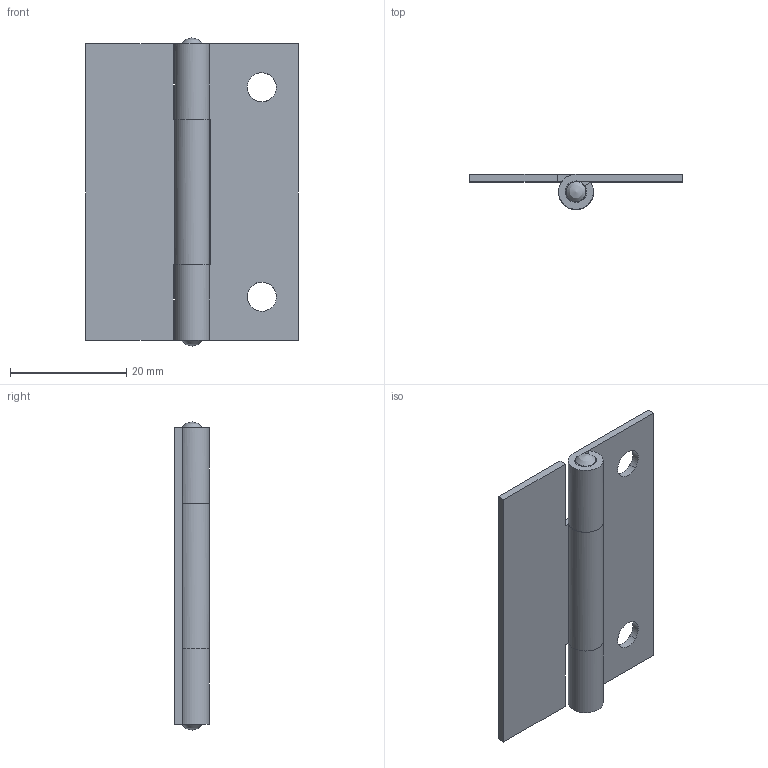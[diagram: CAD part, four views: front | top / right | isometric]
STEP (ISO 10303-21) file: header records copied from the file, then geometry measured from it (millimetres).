
FILE_DESCRIPTION((''),'2;1');
FILE_NAME('','2009-03-18T09:57:07',(''),(''),'','CADfix','');
FILE_SCHEMA(('AUTOMOTIVE_DESIGN { 1 0 10303 214 1 1 1 1 }'));
Length unit declared in the file: millimetre
Bounding box: 36.5 x 6 x 53 mm (x, y, z)
Volume: 3454 mm3; surface area: 5665.2 mm2
Topology: 3 solids, 3 shells, 36 faces, 128 edges, 100 vertices
Faces by surface type: bspline 36
Entity records: 2007 total; most frequent: CARTESIAN_POINT 1205, ORIENTED_EDGE 256, EDGE_CURVE 128, VERTEX_POINT 100, B_SPLINE_CURVE_WITH_KNOTS 68, QUASI_UNIFORM_CURVE 60, EDGE_LOOP 42, FACE_OUTER_BOUND 36
